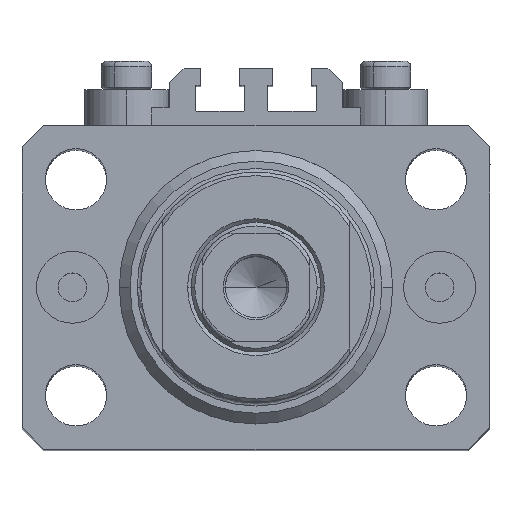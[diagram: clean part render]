
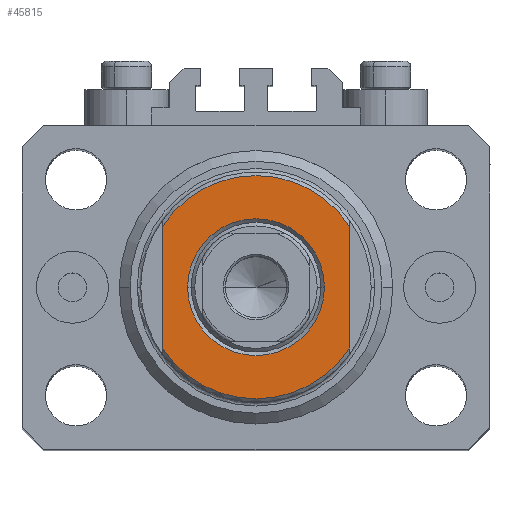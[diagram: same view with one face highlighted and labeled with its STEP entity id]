
A CAD part, top view. The second image highlights one B-rep face of the part: STEP entity #45815.
In plain terms, the highlighted face is planar.
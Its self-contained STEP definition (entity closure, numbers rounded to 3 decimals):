
#894 = CARTESIAN_POINT ( 'NONE',  ( 13., -8.441, -6.5 ) ) ;
#2364 = DIRECTION ( 'NONE',  ( 0., 0., 1. ) ) ;
#3366 = CIRCLE ( 'NONE', #37671, 9.5 ) ;
#3474 = AXIS2_PLACEMENT_3D ( 'NONE', #46458, #20212, #27353 ) ;
#3489 = LINE ( 'NONE', #36859, #39232 ) ;
#3643 = CARTESIAN_POINT ( 'NONE',  ( -9.5, 0., -6.5 ) ) ;
#4335 = DIRECTION ( 'NONE',  ( 0., 0., -1. ) ) ;
#5303 = CARTESIAN_POINT ( 'NONE',  ( -13., 8.441, -6.5 ) ) ;
#5668 = FACE_OUTER_BOUND ( 'NONE', #34185, .T. ) ;
#5982 = DIRECTION ( 'NONE',  ( 0., 0., 1. ) ) ;
#6120 = PLANE ( 'NONE',  #3474 ) ;
#7238 = CIRCLE ( 'NONE', #16405, 15.5 ) ;
#7465 = VERTEX_POINT ( 'NONE', #3643 ) ;
#7664 = CARTESIAN_POINT ( 'NONE',  ( 0., 0., -6.5 ) ) ;
#8380 = ORIENTED_EDGE ( 'NONE', *, *, #34140, .T. ) ;
#11601 = DIRECTION ( 'NONE',  ( 0., -1., 0. ) ) ;
#12262 = EDGE_CURVE ( 'NONE', #40909, #37266, #22373, .T. ) ;
#13824 = DIRECTION ( 'NONE',  ( -1., 0., 0. ) ) ;
#14801 = DIRECTION ( 'NONE',  ( 0., 0., -1. ) ) ;
#16391 = CARTESIAN_POINT ( 'NONE',  ( 9.5, 0., -6.5 ) ) ;
#16405 = AXIS2_PLACEMENT_3D ( 'NONE', #43244, #14801, #21722 ) ;
#18015 = DIRECTION ( 'NONE',  ( 0., -1., 0. ) ) ;
#18169 = DIRECTION ( 'NONE',  ( -1., 0., 0. ) ) ;
#18525 = VERTEX_POINT ( 'NONE', #45924 ) ;
#20108 = CARTESIAN_POINT ( 'NONE',  ( -13., -8.441, -6.5 ) ) ;
#20212 = DIRECTION ( 'NONE',  ( 0., 0., -1. ) ) ;
#21722 = DIRECTION ( 'NONE',  ( -1., 0., 0. ) ) ;
#22373 = CIRCLE ( 'NONE', #26188, 15.5 ) ;
#23568 = ORIENTED_EDGE ( 'NONE', *, *, #27413, .T. ) ;
#26127 = ORIENTED_EDGE ( 'NONE', *, *, #33766, .F. ) ;
#26184 = ORIENTED_EDGE ( 'NONE', *, *, #12262, .T. ) ;
#26188 = AXIS2_PLACEMENT_3D ( 'NONE', #7664, #4335, #18169 ) ;
#27353 = DIRECTION ( 'NONE',  ( -1., 0., 0. ) ) ;
#27413 = EDGE_CURVE ( 'NONE', #29016, #7465, #3366, .T. ) ;
#28297 = CIRCLE ( 'NONE', #35155, 9.5 ) ;
#29016 = VERTEX_POINT ( 'NONE', #16391 ) ;
#30346 = EDGE_CURVE ( 'NONE', #45511, #18525, #7238, .T. ) ;
#31888 = FACE_BOUND ( 'NONE', #36525, .T. ) ;
#32806 = ORIENTED_EDGE ( 'NONE', *, *, #30346, .T. ) ;
#33766 = EDGE_CURVE ( 'NONE', #45511, #37266, #3489, .T. ) ;
#34140 = EDGE_CURVE ( 'NONE', #7465, #29016, #28297, .T. ) ;
#34185 = EDGE_LOOP ( 'NONE', ( #32806, #36619, #26184, #26127 ) ) ;
#34660 = VECTOR ( 'NONE', #11601, 1000. ) ;
#35155 = AXIS2_PLACEMENT_3D ( 'NONE', #45091, #2364, #37952 ) ;
#36525 = EDGE_LOOP ( 'NONE', ( #8380, #23568 ) ) ;
#36619 = ORIENTED_EDGE ( 'NONE', *, *, #44086, .T. ) ;
#36859 = CARTESIAN_POINT ( 'NONE',  ( -13., -43.081, -6.5 ) ) ;
#37266 = VERTEX_POINT ( 'NONE', #20108 ) ;
#37625 = CARTESIAN_POINT ( 'NONE',  ( 13., -43.081, -6.5 ) ) ;
#37671 = AXIS2_PLACEMENT_3D ( 'NONE', #39142, #5982, #13824 ) ;
#37952 = DIRECTION ( 'NONE',  ( -1., 0., 0. ) ) ;
#39142 = CARTESIAN_POINT ( 'NONE',  ( 0., 0., -6.5 ) ) ;
#39232 = VECTOR ( 'NONE', #18015, 1000. ) ;
#40909 = VERTEX_POINT ( 'NONE', #894 ) ;
#43244 = CARTESIAN_POINT ( 'NONE',  ( 0., 0., -6.5 ) ) ;
#44086 = EDGE_CURVE ( 'NONE', #18525, #40909, #44307, .T. ) ;
#44307 = LINE ( 'NONE', #37625, #34660 ) ;
#45091 = CARTESIAN_POINT ( 'NONE',  ( 0., 0., -6.5 ) ) ;
#45511 = VERTEX_POINT ( 'NONE', #5303 ) ;
#45815 = ADVANCED_FACE ( 'NONE', ( #31888, #5668 ), #6120, .T. ) ;
#45924 = CARTESIAN_POINT ( 'NONE',  ( 13., 8.441, -6.5 ) ) ;
#46458 = CARTESIAN_POINT ( 'NONE',  ( 0., 0., -6.5 ) ) ;
